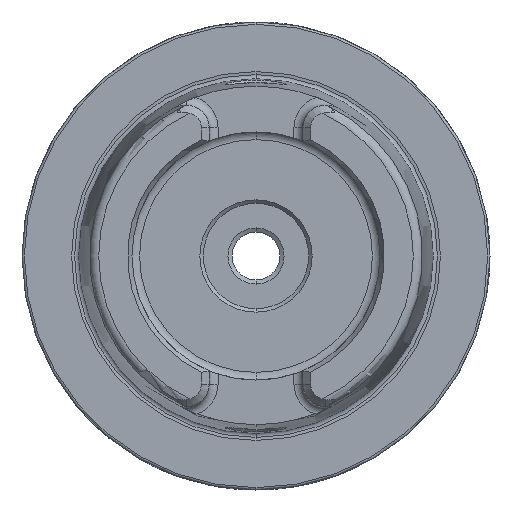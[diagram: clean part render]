
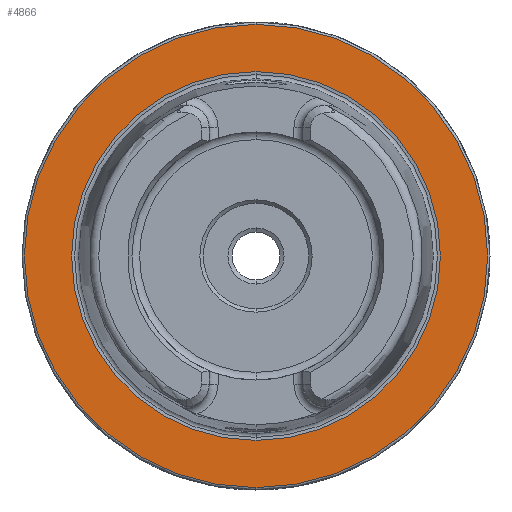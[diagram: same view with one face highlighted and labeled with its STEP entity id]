
A CAD part, left-side view. The second image highlights one B-rep face of the part: STEP entity #4866.
In plain terms, the highlighted planar face has unit normal (-1, 0, 0).
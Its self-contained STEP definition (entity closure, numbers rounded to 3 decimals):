
#472 = PLANE ( 'NONE',  #5697 ) ;
#473 = CARTESIAN_POINT ( 'NONE',  ( 0., 49.5, 0. ) ) ;
#474 = DIRECTION ( 'NONE',  ( 1., 0., 0. ) ) ;
#475 = DIRECTION ( 'NONE',  ( 0., 0., -1. ) ) ;
#1210 = CARTESIAN_POINT ( 'NONE',  ( 0., 0., -49.5 ) ) ;
#1242 = CARTESIAN_POINT ( 'NONE',  ( 0., 0., 49.5 ) ) ;
#1249 = CARTESIAN_POINT ( 'NONE',  ( 0., 0., 39.405 ) ) ;
#1287 = CARTESIAN_POINT ( 'NONE',  ( 0., 0., -39.405 ) ) ;
#1710 = EDGE_LOOP ( 'NONE', ( #2748, #2749 ) ) ;
#1711 = EDGE_LOOP ( 'NONE', ( #2746, #2747 ) ) ;
#1970 = CIRCLE ( 'NONE', #5805, 39.405 ) ;
#1971 = CIRCLE ( 'NONE', #5806, 49.5 ) ;
#2021 = CIRCLE ( 'NONE', #2091, 49.5 ) ;
#2027 = CIRCLE ( 'NONE', #2094, 39.405 ) ;
#2091 = AXIS2_PLACEMENT_3D ( 'NONE', #6419, #6420, #6421 ) ;
#2094 = AXIS2_PLACEMENT_3D ( 'NONE', #6430, #6431, #6432 ) ;
#2249 = FACE_BOUND ( 'NONE', #1711, .T. ) ;
#2250 = FACE_OUTER_BOUND ( 'NONE', #1710, .T. ) ;
#2746 = ORIENTED_EDGE ( 'NONE', *, *, #10214, .F. ) ;
#2747 = ORIENTED_EDGE ( 'NONE', *, *, #10259, .F. ) ;
#2748 = ORIENTED_EDGE ( 'NONE', *, *, #10255, .T. ) ;
#2749 = ORIENTED_EDGE ( 'NONE', *, *, #10215, .T. ) ;
#4866 = ADVANCED_FACE ( 'NONE', ( #2249, #2250 ), #472, .F. ) ;
#5697 = AXIS2_PLACEMENT_3D ( 'NONE', #473, #474, #475 ) ;
#5805 = AXIS2_PLACEMENT_3D ( 'NONE', #6249, #6250, #6251 ) ;
#5806 = AXIS2_PLACEMENT_3D ( 'NONE', #6252, #6253, #6254 ) ;
#6249 = CARTESIAN_POINT ( 'NONE',  ( 0., 0., 0. ) ) ;
#6250 = DIRECTION ( 'NONE',  ( -1., 0., 0. ) ) ;
#6251 = DIRECTION ( 'NONE',  ( 0., 0., 1. ) ) ;
#6252 = CARTESIAN_POINT ( 'NONE',  ( 0., 0., 0. ) ) ;
#6253 = DIRECTION ( 'NONE',  ( -1., 0., 0. ) ) ;
#6254 = DIRECTION ( 'NONE',  ( 0., 0., 1. ) ) ;
#6419 = CARTESIAN_POINT ( 'NONE',  ( 0., 0., 0. ) ) ;
#6420 = DIRECTION ( 'NONE',  ( -1., 0., 0. ) ) ;
#6421 = DIRECTION ( 'NONE',  ( 0., 0., 1. ) ) ;
#6430 = CARTESIAN_POINT ( 'NONE',  ( 0., 0., 0. ) ) ;
#6431 = DIRECTION ( 'NONE',  ( -1., 0., 0. ) ) ;
#6432 = DIRECTION ( 'NONE',  ( 0., 0., 1. ) ) ;
#8526 = VERTEX_POINT ( 'NONE', #1210 ) ;
#8558 = VERTEX_POINT ( 'NONE', #1242 ) ;
#8565 = VERTEX_POINT ( 'NONE', #1249 ) ;
#8603 = VERTEX_POINT ( 'NONE', #1287 ) ;
#10214 = EDGE_CURVE ( 'NONE', #8565, #8603, #1970, .T. ) ;
#10215 = EDGE_CURVE ( 'NONE', #8526, #8558, #1971, .T. ) ;
#10255 = EDGE_CURVE ( 'NONE', #8558, #8526, #2021, .T. ) ;
#10259 = EDGE_CURVE ( 'NONE', #8603, #8565, #2027, .T. ) ;
